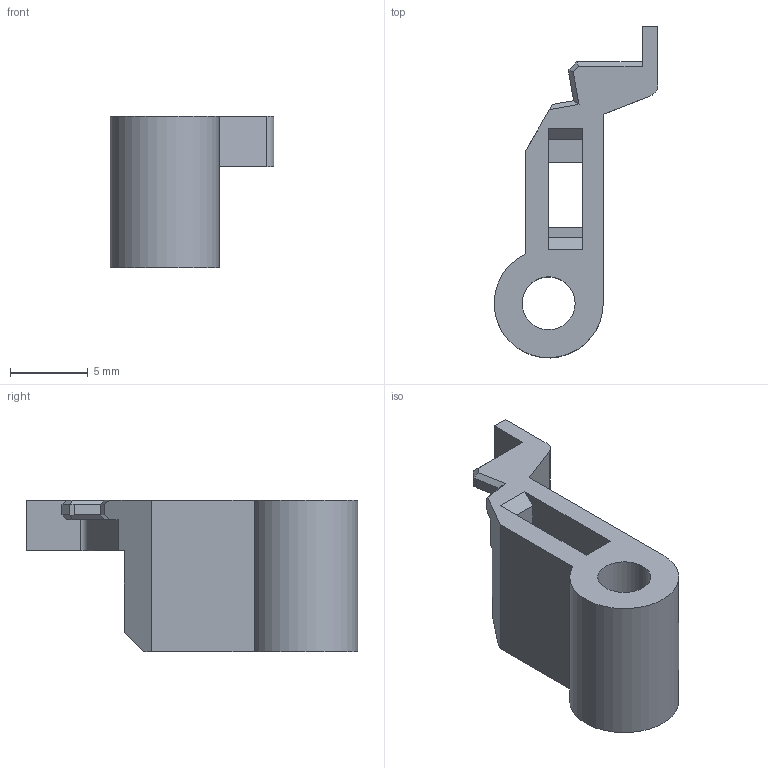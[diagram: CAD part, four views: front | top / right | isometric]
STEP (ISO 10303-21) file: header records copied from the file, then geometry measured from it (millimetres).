
FILE_DESCRIPTION(/* description */ (''),/* implementation_level */ '2;1');
FILE_NAME(/* name */ 'fs-lever.stp',/* time_stamp */ '2019-02-11T12:47:37+01:00',/* author */ ('PR'),/* organization */ (''),/* preprocessor_version */ 'ST-DEVELOPER v17',/* originating_system */ 'Autodesk Inventor 2019',/* authorisation */ '');
FILE_SCHEMA (('AUTOMOTIVE_DESIGN { 1 0 10303 214 3 1 1 }'));
Length unit declared in the file: millimetre
Products named in the file (1): x4-fs-leveler
Bounding box: 10.49 x 21.3 x 9.75 mm (x, y, z)
Volume: 607 mm3; surface area: 862.2 mm2
Topology: 1 solids, 1 shells, 43 faces, 117 edges, 76 vertices
Faces by surface type: plane 39, cylinder 4
Full cylindrical faces by diameter (mm): 3.4 x1
Entity records: 1378 total; most frequent: CARTESIAN_POINT 237, ORIENTED_EDGE 234, DIRECTION 213, EDGE_CURVE 117, LINE 109, VECTOR 109, VERTEX_POINT 76, AXIS2_PLACEMENT_3D 52
